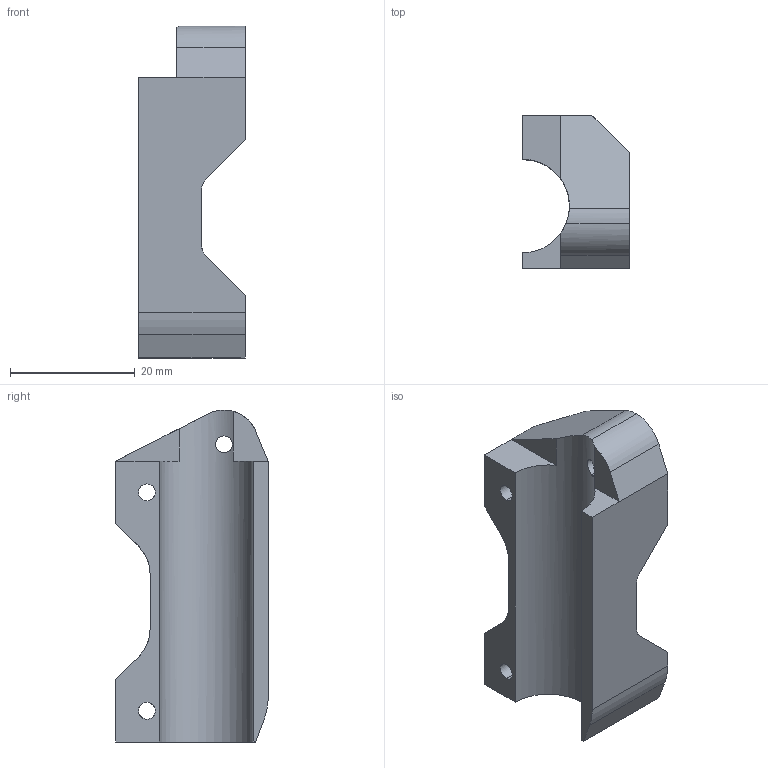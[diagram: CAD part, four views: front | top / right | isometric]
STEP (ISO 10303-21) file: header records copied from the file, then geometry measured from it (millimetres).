
FILE_DESCRIPTION (( 'STEP AP203' ), '1' );
FILE_NAME ('bearing lower retainer (LM8LUU).STEP', '2019-01-01T17:59:06', ( '' ), ( '' ), 'SwSTEP 2.0', 'SolidWorks 2018', '' );
FILE_SCHEMA (( 'CONFIG_CONTROL_DESIGN' ));
Length unit declared in the file: millimetre
Products named in the file (1): bearing lower retainer (LM8LUU)
Bounding box: 17.11 x 24.45 x 53.2 mm (x, y, z)
Volume: 11018.5 mm3; surface area: 4937.8 mm2
Topology: 1 solids, 1 shells, 60 faces, 168 edges, 100 vertices
Faces by surface type: plane 23, bspline 20, cylinder 17
Entity records: 2419 total; most frequent: CARTESIAN_POINT 1000, ORIENTED_EDGE 320, DIRECTION 233, EDGE_CURVE 160, VERTEX_POINT 100, AXIS2_PLACEMENT_3D 79, VECTOR 75, LINE 75
